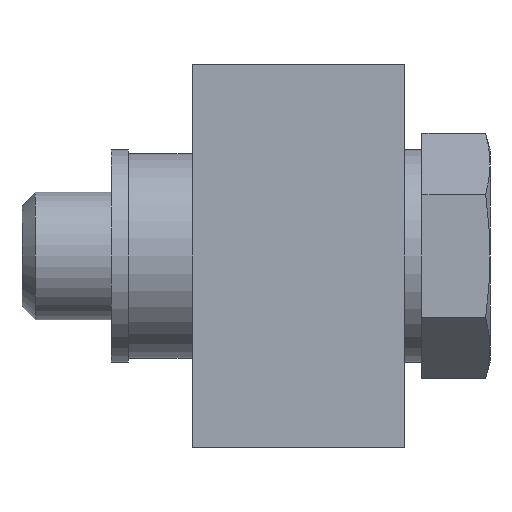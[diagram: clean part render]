
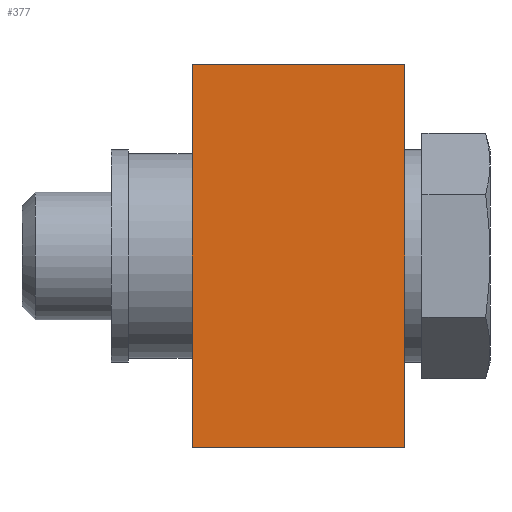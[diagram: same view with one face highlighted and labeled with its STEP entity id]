
A CAD part, left-side view. The second image highlights one B-rep face of the part: STEP entity #377.
In plain terms, the highlighted planar face has unit normal (-1, 0, 0).
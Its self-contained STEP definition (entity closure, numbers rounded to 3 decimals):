
#377=ADVANCED_FACE('',(#438),#412,.T.);
#412=PLANE('',#879);
#438=FACE_OUTER_BOUND('',#470,.T.);
#470=EDGE_LOOP('',(#560,#561,#562,#563,#564));
#560=ORIENTED_EDGE('',*,*,#742,.T.);
#561=ORIENTED_EDGE('',*,*,#743,.T.);
#562=ORIENTED_EDGE('',*,*,#744,.T.);
#563=ORIENTED_EDGE('',*,*,#745,.T.);
#564=ORIENTED_EDGE('',*,*,#733,.T.);
#686=VERTEX_POINT('',#1118);
#687=VERTEX_POINT('',#1119);
#695=VERTEX_POINT('',#1142);
#696=VERTEX_POINT('',#1144);
#697=VERTEX_POINT('',#1146);
#733=EDGE_CURVE('',#686,#687,#794,.T.);
#742=EDGE_CURVE('',#687,#695,#797,.T.);
#743=EDGE_CURVE('',#695,#696,#798,.T.);
#744=EDGE_CURVE('',#696,#697,#799,.T.);
#745=EDGE_CURVE('',#697,#686,#800,.T.);
#794=LINE('',#1117,#826);
#797=LINE('',#1141,#829);
#798=LINE('',#1143,#830);
#799=LINE('',#1145,#831);
#800=LINE('',#1147,#832);
#826=VECTOR('',#946,1.);
#829=VECTOR('',#973,1.);
#830=VECTOR('',#974,1.);
#831=VECTOR('',#975,1.);
#832=VECTOR('',#976,1.);
#879=AXIS2_PLACEMENT_3D('',#1148,#977,#978);
#946=DIRECTION('',(0.,0.,1.));
#973=DIRECTION('',(0.,1.,0.));
#974=DIRECTION('',(0.,0.,-1.));
#975=DIRECTION('',(0.,-1.,0.));
#976=DIRECTION('',(0.,0.,1.));
#977=DIRECTION('',(-1.,0.,0.));
#978=DIRECTION('',(0.,0.,-1.));
#1117=CARTESIAN_POINT('',(-2.5,-40.1,-46.));
#1118=CARTESIAN_POINT('',(-2.5,-40.1,-41.5));
#1119=CARTESIAN_POINT('',(-2.5,-40.1,-37.));
#1141=CARTESIAN_POINT('',(-2.5,-40.1,-37.));
#1142=CARTESIAN_POINT('',(-2.5,-35.1,-37.));
#1143=CARTESIAN_POINT('',(-2.5,-35.1,-37.));
#1144=CARTESIAN_POINT('',(-2.5,-35.1,-46.));
#1145=CARTESIAN_POINT('',(-2.5,-35.1,-46.));
#1146=CARTESIAN_POINT('',(-2.5,-40.1,-46.));
#1147=CARTESIAN_POINT('',(-2.5,-40.1,-46.));
#1148=CARTESIAN_POINT('',(-2.5,-33.2,-41.5));
